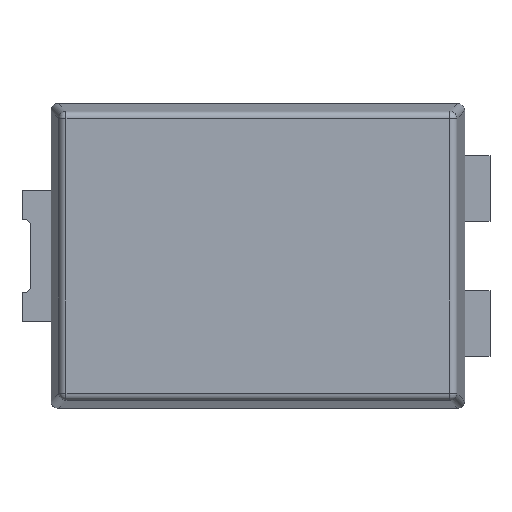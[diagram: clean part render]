
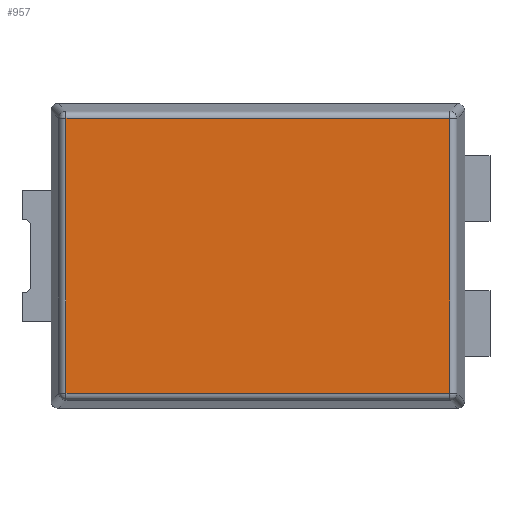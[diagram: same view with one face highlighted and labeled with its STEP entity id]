
A CAD part, top view. The second image highlights one B-rep face of the part: STEP entity #957.
In plain terms, the highlighted planar face has unit normal (0, 0, 1).
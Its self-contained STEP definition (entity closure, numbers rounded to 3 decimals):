
#152 = VERTEX_POINT ( 'NONE', #489 ) ;
#217 = PLANE ( 'NONE',  #806 ) ;
#222 = ORIENTED_EDGE ( 'NONE', *, *, #1029, .T. ) ;
#226 = EDGE_CURVE ( 'NONE', #1712, #969, #2689, .T. ) ;
#489 = CARTESIAN_POINT ( 'NONE',  ( -2.644, -1.894, 1.2 ) ) ;
#496 = DIRECTION ( 'NONE',  ( 1., 0., 0. ) ) ;
#524 = VERTEX_POINT ( 'NONE', #649 ) ;
#649 = CARTESIAN_POINT ( 'NONE',  ( -2.644, 1.894, 1.2 ) ) ;
#702 = DIRECTION ( 'NONE',  ( 0., -1., 0. ) ) ;
#782 = VECTOR ( 'NONE', #496, 1000. ) ;
#806 = AXIS2_PLACEMENT_3D ( 'NONE', #2482, #2784, #2237 ) ;
#957 = ADVANCED_FACE ( 'NONE', ( #2401 ), #217, .T. ) ;
#969 = VERTEX_POINT ( 'NONE', #1565 ) ;
#1029 = EDGE_CURVE ( 'NONE', #969, #524, #2130, .T. ) ;
#1192 = CARTESIAN_POINT ( 'NONE',  ( 2.731, -1.894, 1.2 ) ) ;
#1475 = LINE ( 'NONE', #2900, #2778 ) ;
#1565 = CARTESIAN_POINT ( 'NONE',  ( 2.644, 1.894, 1.2 ) ) ;
#1566 = CARTESIAN_POINT ( 'NONE',  ( 2.644, -1.894, 1.2 ) ) ;
#1579 = EDGE_CURVE ( 'NONE', #524, #152, #1475, .T. ) ;
#1712 = VERTEX_POINT ( 'NONE', #1566 ) ;
#1723 = LINE ( 'NONE', #1192, #782 ) ;
#1816 = VECTOR ( 'NONE', #2244, 1000. ) ;
#1934 = EDGE_CURVE ( 'NONE', #152, #1712, #1723, .T. ) ;
#2054 = ORIENTED_EDGE ( 'NONE', *, *, #226, .T. ) ;
#2130 = LINE ( 'NONE', #2808, #2272 ) ;
#2237 = DIRECTION ( 'NONE',  ( 1., 0., 0. ) ) ;
#2244 = DIRECTION ( 'NONE',  ( 0., 1., 0. ) ) ;
#2272 = VECTOR ( 'NONE', #2355, 1000. ) ;
#2345 = ORIENTED_EDGE ( 'NONE', *, *, #1579, .T. ) ;
#2355 = DIRECTION ( 'NONE',  ( -1., 0., 0. ) ) ;
#2401 = FACE_OUTER_BOUND ( 'NONE', #3110, .T. ) ;
#2482 = CARTESIAN_POINT ( 'NONE',  ( 0., 0., 1.2 ) ) ;
#2491 = CARTESIAN_POINT ( 'NONE',  ( 2.644, 1.981, 1.2 ) ) ;
#2689 = LINE ( 'NONE', #2491, #1816 ) ;
#2778 = VECTOR ( 'NONE', #702, 1000. ) ;
#2784 = DIRECTION ( 'NONE',  ( 0., 0., 1. ) ) ;
#2808 = CARTESIAN_POINT ( 'NONE',  ( -2.731, 1.894, 1.2 ) ) ;
#2900 = CARTESIAN_POINT ( 'NONE',  ( -2.644, -1.981, 1.2 ) ) ;
#3020 = ORIENTED_EDGE ( 'NONE', *, *, #1934, .T. ) ;
#3110 = EDGE_LOOP ( 'NONE', ( #2054, #222, #2345, #3020 ) ) ;
